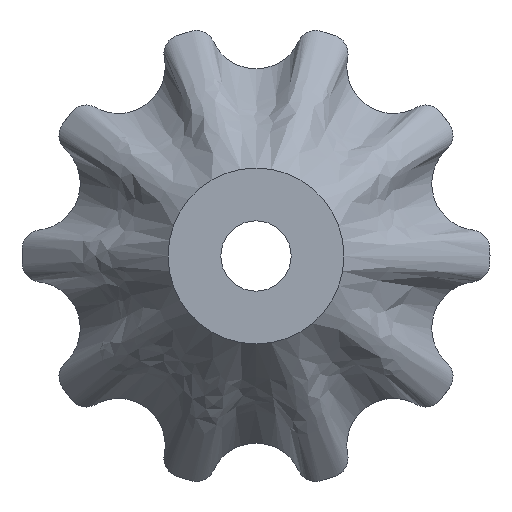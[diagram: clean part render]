
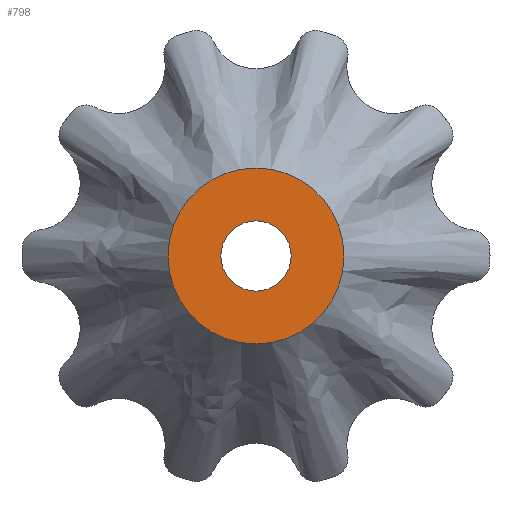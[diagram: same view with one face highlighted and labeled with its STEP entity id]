
A CAD part, left-side view. The second image highlights one B-rep face of the part: STEP entity #798.
In plain terms, the highlighted face is planar.
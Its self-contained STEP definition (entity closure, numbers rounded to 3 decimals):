
#31=FACE_BOUND('',#86,.T.);
#34=PLANE('',#901);
#38=FACE_OUTER_BOUND('',#85,.T.);
#85=EDGE_LOOP('',(#547));
#86=EDGE_LOOP('',(#548));
#213=CIRCLE('',#857,5.05);
#255=CIRCLE('',#902,12.638);
#289=VERTEX_POINT('',#1269);
#331=VERTEX_POINT('',#1357);
#375=EDGE_CURVE('',#289,#289,#213,.T.);
#417=EDGE_CURVE('',#331,#331,#255,.T.);
#547=ORIENTED_EDGE('',*,*,#417,.F.);
#548=ORIENTED_EDGE('',*,*,#375,.T.);
#798=ADVANCED_FACE('',(#38,#31),#34,.F.);
#857=AXIS2_PLACEMENT_3D('',#1271,#985,#986);
#901=AXIS2_PLACEMENT_3D('',#1356,#1073,#1074);
#902=AXIS2_PLACEMENT_3D('',#1358,#1075,#1076);
#985=DIRECTION('center_axis',(0.,-1.,0.));
#986=DIRECTION('ref_axis',(-1.,0.,0.));
#1073=DIRECTION('center_axis',(0.,-1.,0.));
#1074=DIRECTION('ref_axis',(0.,0.,-1.));
#1075=DIRECTION('center_axis',(0.,-1.,0.));
#1076=DIRECTION('ref_axis',(1.,0.,0.));
#1269=CARTESIAN_POINT('',(-84.649,90.,-163.072));
#1271=CARTESIAN_POINT('Origin',(-89.699,90.,-163.072));
#1356=CARTESIAN_POINT('Origin',(-89.699,90.,-163.072));
#1357=CARTESIAN_POINT('',(-102.337,90.,-163.072));
#1358=CARTESIAN_POINT('Origin',(-89.699,90.,-163.072));
